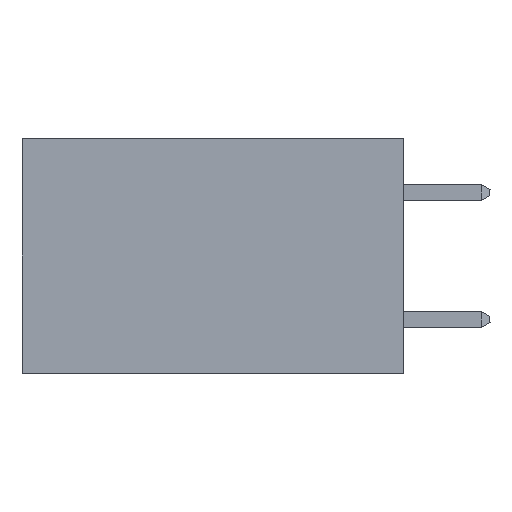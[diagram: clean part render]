
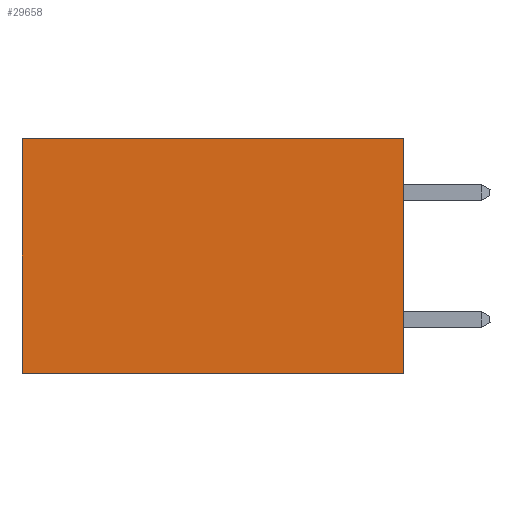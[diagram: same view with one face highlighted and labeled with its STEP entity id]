
A CAD part, left-side view. The second image highlights one B-rep face of the part: STEP entity #29658.
In plain terms, the highlighted planar face has unit normal (-1, 0, 0).
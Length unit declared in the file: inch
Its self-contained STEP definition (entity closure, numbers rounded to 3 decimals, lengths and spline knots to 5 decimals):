
#244 = VECTOR ( 'NONE', #19465, 39.37008 ) ;
#337 = DIRECTION ( 'NONE',  ( 0., 0., -1. ) ) ;
#1544 = DIRECTION ( 'NONE',  ( 1., 0., 0. ) ) ;
#1597 = CARTESIAN_POINT ( 'NONE',  ( 0.2875, 0., 0. ) ) ;
#1779 = CARTESIAN_POINT ( 'NONE',  ( 0.2875, 0.6, -0.37 ) ) ;
#1812 = EDGE_LOOP ( 'NONE', ( #5406, #22734, #22637, #33401 ) ) ;
#3574 = DIRECTION ( 'NONE',  ( 0., 0., -1. ) ) ;
#4332 = EDGE_CURVE ( 'NONE', #29874, #4930, #23921, .T. ) ;
#4930 = VERTEX_POINT ( 'NONE', #1779 ) ;
#5322 = EDGE_CURVE ( 'NONE', #11983, #29874, #35988, .T. ) ;
#5406 = ORIENTED_EDGE ( 'NONE', *, *, #16089, .T. ) ;
#6071 = VECTOR ( 'NONE', #337, 39.37008 ) ;
#6508 = LINE ( 'NONE', #34262, #21668 ) ;
#10884 = CARTESIAN_POINT ( 'NONE',  ( 0.2875, 0., -0.37 ) ) ;
#11983 = VERTEX_POINT ( 'NONE', #1597 ) ;
#13988 = CARTESIAN_POINT ( 'NONE',  ( 0.2875, 0., -0.37 ) ) ;
#16089 = EDGE_CURVE ( 'NONE', #27006, #4930, #35207, .T. ) ;
#17695 = CARTESIAN_POINT ( 'NONE',  ( 0.2875, 0., 0. ) ) ;
#18731 = CARTESIAN_POINT ( 'NONE',  ( 0.2875, 0., 0. ) ) ;
#19465 = DIRECTION ( 'NONE',  ( 0., 1., 0. ) ) ;
#20414 = DIRECTION ( 'NONE',  ( 0., 1., 0. ) ) ;
#21267 = CARTESIAN_POINT ( 'NONE',  ( 0.2875, 0.6, 0. ) ) ;
#21549 = DIRECTION ( 'NONE',  ( 0., 0., -1. ) ) ;
#21668 = VECTOR ( 'NONE', #20414, 39.37008 ) ;
#22199 = VECTOR ( 'NONE', #3574, 39.37008 ) ;
#22637 = ORIENTED_EDGE ( 'NONE', *, *, #5322, .F. ) ;
#22734 = ORIENTED_EDGE ( 'NONE', *, *, #4332, .F. ) ;
#23921 = LINE ( 'NONE', #10884, #244 ) ;
#25995 = AXIS2_PLACEMENT_3D ( 'NONE', #18731, #1544, #21549 ) ;
#27006 = VERTEX_POINT ( 'NONE', #21267 ) ;
#27366 = FACE_OUTER_BOUND ( 'NONE', #1812, .T. ) ;
#29658 = ADVANCED_FACE ( 'NONE', ( #27366 ), #32595, .F. ) ;
#29874 = VERTEX_POINT ( 'NONE', #13988 ) ;
#30090 = EDGE_CURVE ( 'NONE', #11983, #27006, #6508, .T. ) ;
#32595 = PLANE ( 'NONE',  #25995 ) ;
#33401 = ORIENTED_EDGE ( 'NONE', *, *, #30090, .T. ) ;
#34262 = CARTESIAN_POINT ( 'NONE',  ( 0.2875, 0., 0. ) ) ;
#34549 = CARTESIAN_POINT ( 'NONE',  ( 0.2875, 0.6, 0. ) ) ;
#35207 = LINE ( 'NONE', #34549, #22199 ) ;
#35988 = LINE ( 'NONE', #17695, #6071 ) ;
